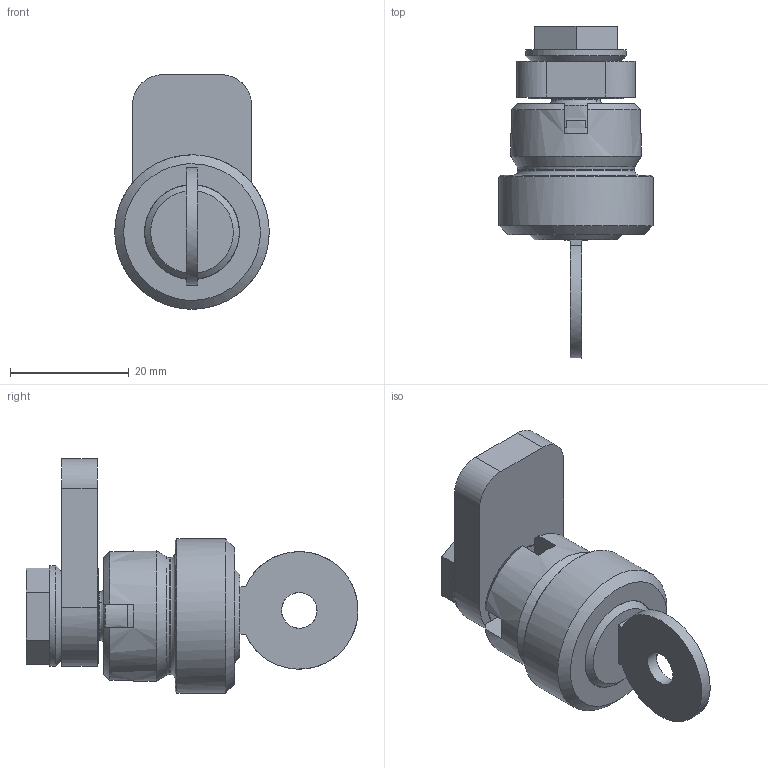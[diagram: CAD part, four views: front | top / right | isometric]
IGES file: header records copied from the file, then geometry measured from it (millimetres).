
Global section: file name: HSZ0412N_A; native system: Autodesk Inventor 2015; preprocessor: unknown; author: Boeke; date: 20151123.102246; units: millimetre
Bounding box: 25.97 x 55.92 x 39.49 mm (x, y, z)
Volume: 14084.9 mm3; surface area: 9985.8 mm2
Topology: 6 solids, 6 shells, 120 faces, 328 edges, 219 vertices
Faces by surface type: bspline 120
